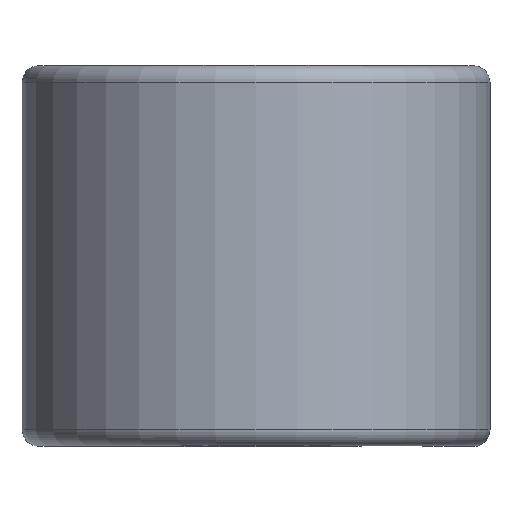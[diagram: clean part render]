
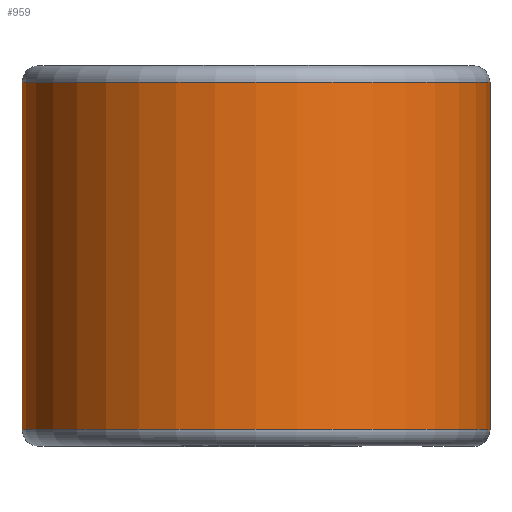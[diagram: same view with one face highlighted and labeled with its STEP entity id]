
A CAD part, top view. The second image highlights one B-rep face of the part: STEP entity #959.
In plain terms, the highlighted cylindrical face has radius 10.744 mm (diameter 21.488 mm), a partial arc.
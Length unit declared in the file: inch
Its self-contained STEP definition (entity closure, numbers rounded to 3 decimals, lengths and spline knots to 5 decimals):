
#21 = DIRECTION ( 'NONE',  ( 0., 1., 0. ) ) ;
#22 = CIRCLE ( 'NONE', #601, 0.423 ) ;
#152 = CARTESIAN_POINT ( 'NONE',  ( 0., 0.3125, 0. ) ) ;
#269 = LINE ( 'NONE', #1200, #1707 ) ;
#330 = DIRECTION ( 'NONE',  ( 0., -1., 0. ) ) ;
#417 = ORIENTED_EDGE ( 'NONE', *, *, #1325, .T. ) ;
#442 = DIRECTION ( 'NONE',  ( 0., 1., 0. ) ) ;
#457 = VERTEX_POINT ( 'NONE', #1984 ) ;
#596 = DIRECTION ( 'NONE',  ( 0., -1., 0. ) ) ;
#601 = AXIS2_PLACEMENT_3D ( 'NONE', #771, #2036, #972 ) ;
#623 = VECTOR ( 'NONE', #21, 39.37008 ) ;
#657 = VERTEX_POINT ( 'NONE', #2358 ) ;
#709 = AXIS2_PLACEMENT_3D ( 'NONE', #1695, #596, #1872 ) ;
#711 = FACE_OUTER_BOUND ( 'NONE', #1900, .T. ) ;
#732 = EDGE_CURVE ( 'NONE', #457, #657, #22, .T. ) ;
#739 = CARTESIAN_POINT ( 'NONE',  ( 0., -0.31375, -0.423 ) ) ;
#766 = ORIENTED_EDGE ( 'NONE', *, *, #1544, .F. ) ;
#771 = CARTESIAN_POINT ( 'NONE',  ( 0., 0.31375, 0. ) ) ;
#775 = EDGE_CURVE ( 'NONE', #1415, #2365, #1962, .T. ) ;
#827 = ORIENTED_EDGE ( 'NONE', *, *, #732, .T. ) ;
#959 = ADVANCED_FACE ( 'NONE', ( #711 ), #1893, .T. ) ;
#972 = DIRECTION ( 'NONE',  ( 0., 0., -1. ) ) ;
#1136 = AXIS2_PLACEMENT_3D ( 'NONE', #152, #330, #1467 ) ;
#1200 = CARTESIAN_POINT ( 'NONE',  ( 0., 0.31375, -0.423 ) ) ;
#1261 = ORIENTED_EDGE ( 'NONE', *, *, #775, .F. ) ;
#1325 = EDGE_CURVE ( 'NONE', #1415, #457, #2061, .T. ) ;
#1415 = VERTEX_POINT ( 'NONE', #2206 ) ;
#1467 = DIRECTION ( 'NONE',  ( 0., 0., -1. ) ) ;
#1544 = EDGE_CURVE ( 'NONE', #2365, #657, #269, .T. ) ;
#1689 = CARTESIAN_POINT ( 'NONE',  ( 0.423, 0.31375, 0. ) ) ;
#1695 = CARTESIAN_POINT ( 'NONE',  ( 0., -0.31375, 0. ) ) ;
#1707 = VECTOR ( 'NONE', #442, 39.37008 ) ;
#1872 = DIRECTION ( 'NONE',  ( 0., 0., -1. ) ) ;
#1893 = CYLINDRICAL_SURFACE ( 'NONE', #1136, 0.423 ) ;
#1900 = EDGE_LOOP ( 'NONE', ( #417, #827, #766, #1261 ) ) ;
#1962 = CIRCLE ( 'NONE', #709, 0.423 ) ;
#1984 = CARTESIAN_POINT ( 'NONE',  ( 0.423, 0.31375, 0. ) ) ;
#2036 = DIRECTION ( 'NONE',  ( 0., -1., 0. ) ) ;
#2061 = LINE ( 'NONE', #1689, #623 ) ;
#2206 = CARTESIAN_POINT ( 'NONE',  ( 0.423, -0.31375, 0. ) ) ;
#2358 = CARTESIAN_POINT ( 'NONE',  ( 0., 0.31375, -0.423 ) ) ;
#2365 = VERTEX_POINT ( 'NONE', #739 ) ;
